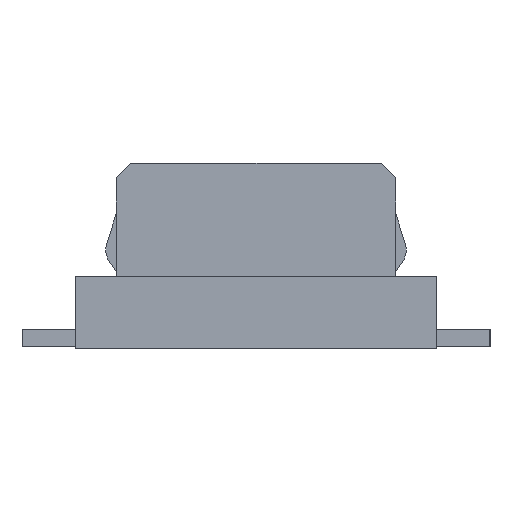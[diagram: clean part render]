
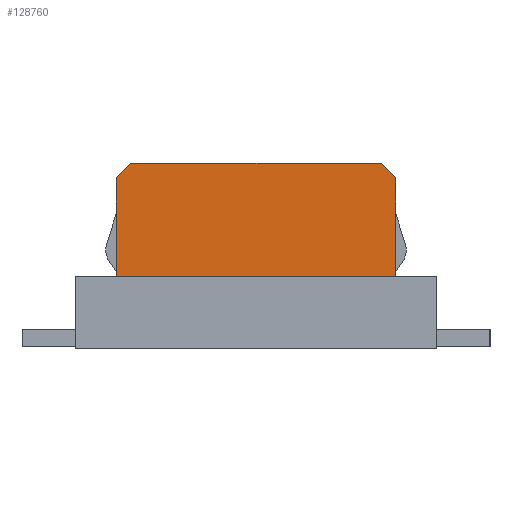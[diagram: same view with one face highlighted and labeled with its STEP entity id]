
A CAD part, left-side view. The second image highlights one B-rep face of the part: STEP entity #128760.
In plain terms, the highlighted planar face has unit normal (-1, 0, 0).
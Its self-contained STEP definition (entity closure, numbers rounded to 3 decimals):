
#4100=CARTESIAN_POINT('',(489.016,52.251,1.28));
#4110=VERTEX_POINT('',#4100);
#4140=CARTESIAN_POINT('',(489.016,51.016,1.28));
#4150=DIRECTION('',(0.,-1.,0.));
#4160=VECTOR('',#4150,1.);
#4170=LINE('',#4140,#4160);
#4180=CARTESIAN_POINT('',(489.016,53.981,1.28));
#4190=VERTEX_POINT('',#4180);
#4200=EDGE_CURVE('',#4190,#4110,#4170,.T.);
#106160=CARTESIAN_POINT('',(489.016,55.261,0.));
#106170=DIRECTION('',(0.,0.707,-0.707));
#106180=VECTOR('',#106170,1.);
#106190=LINE('',#106160,#106180);
#106200=CARTESIAN_POINT('',(489.016,54.081,1.18));
#106210=VERTEX_POINT('',#106200);
#106220=EDGE_CURVE('',#4190,#106210,#106190,.T.);
#126930=CARTESIAN_POINT('',(489.016,52.566,0.5));
#126940=DIRECTION('',(0.,0.,-1.));
#126950=VECTOR('',#126940,1.);
#126960=LINE('',#126930,#126950);
#126970=CARTESIAN_POINT('',(489.016,52.566,0.5));
#126980=VERTEX_POINT('',#126970);
#126990=CARTESIAN_POINT('',(489.016,52.566,0.));
#127000=VERTEX_POINT('',#126990);
#127010=EDGE_CURVE('',#126980,#127000,#126960,.T.);
#127620=CARTESIAN_POINT('',(489.016,53.666,0.5));
#127630=VERTEX_POINT('',#127620);
#127660=CARTESIAN_POINT('',(489.016,53.666,0.5));
#127670=DIRECTION('',(0.,0.,-1.));
#127680=VECTOR('',#127670,1.);
#127690=LINE('',#127660,#127680);
#127700=CARTESIAN_POINT('',(489.016,53.666,0.));
#127710=VERTEX_POINT('',#127700);
#127720=EDGE_CURVE('',#127630,#127710,#127690,.T.);
#127890=CARTESIAN_POINT('',(489.016,54.081,0.5));
#127900=DIRECTION('',(0.,-1.,0.));
#127910=VECTOR('',#127900,1.);
#127920=LINE('',#127890,#127910);
#127930=CARTESIAN_POINT('',(489.016,52.151,0.5));
#127940=VERTEX_POINT('',#127930);
#127950=EDGE_CURVE('',#126980,#127940,#127920,.T.);
#128260=CARTESIAN_POINT('',(489.016,54.081,0.5));
#128270=VERTEX_POINT('',#128260);
#128300=EDGE_CURVE('',#128270,#127630,#127920,.T.);
#128370=CARTESIAN_POINT('',(489.016,52.566,0.5));
#128380=DIRECTION('',(1.,0.,0.));
#128390=DIRECTION('',(0.,-1.,0.));
#128400=AXIS2_PLACEMENT_3D('',#128370,#128380,#128390);
#128410=PLANE('',#128400);
#128420=ORIENTED_EDGE('',*,*,#127720,.T.);
#128430=ORIENTED_EDGE('',*,*,#128300,.T.);
#128440=CARTESIAN_POINT('',(489.016,54.081,1.28));
#128450=DIRECTION('',(0.,0.,-1.));
#128460=VECTOR('',#128450,1.);
#128470=LINE('',#128440,#128460);
#128480=EDGE_CURVE('',#106210,#128270,#128470,.T.);
#128490=ORIENTED_EDGE('',*,*,#128480,.T.);
#128500=ORIENTED_EDGE('',*,*,#106220,.T.);
#128510=ORIENTED_EDGE('',*,*,#4200,.F.);
#128520=CARTESIAN_POINT('',(489.016,50.971,0.));
#128530=DIRECTION('',(0.,0.707,0.707));
#128540=VECTOR('',#128530,1.);
#128550=LINE('',#128520,#128540);
#128560=CARTESIAN_POINT('',(489.016,52.151,1.18));
#128570=VERTEX_POINT('',#128560);
#128580=EDGE_CURVE('',#128570,#4110,#128550,.T.);
#128590=ORIENTED_EDGE('',*,*,#128580,.T.);
#128600=CARTESIAN_POINT('',(489.016,52.151,1.28));
#128610=DIRECTION('',(0.,0.,-1.));
#128620=VECTOR('',#128610,1.);
#128630=LINE('',#128600,#128620);
#128640=EDGE_CURVE('',#128570,#127940,#128630,.T.);
#128650=ORIENTED_EDGE('',*,*,#128640,.F.);
#128660=ORIENTED_EDGE('',*,*,#127950,.T.);
#128670=ORIENTED_EDGE('',*,*,#127010,.F.);
#128680=CARTESIAN_POINT('',(489.016,51.016,0.));
#128690=DIRECTION('',(0.,-1.,0.));
#128700=VECTOR('',#128690,1.);
#128710=LINE('',#128680,#128700);
#128720=EDGE_CURVE('',#127710,#127000,#128710,.T.);
#128730=ORIENTED_EDGE('',*,*,#128720,.T.);
#128740=EDGE_LOOP('',(#128730,#128670,#128660,#128650,#128590,#128510,
#128500,#128490,#128430,#128420));
#128750=FACE_OUTER_BOUND('',#128740,.T.);
#128760=ADVANCED_FACE('',(#128750),#128410,.F.);
